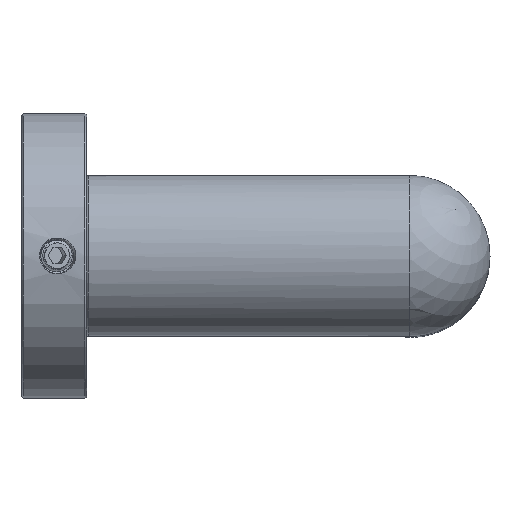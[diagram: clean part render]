
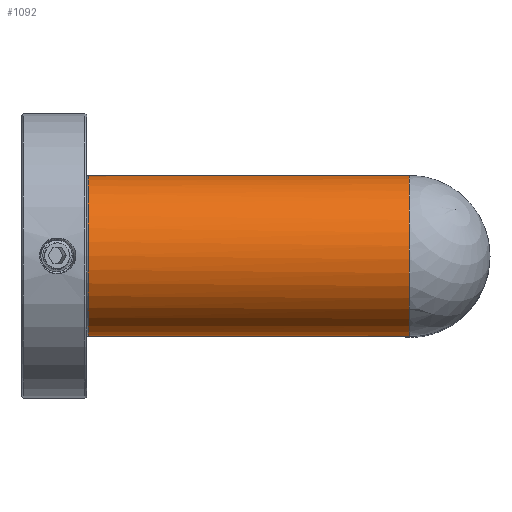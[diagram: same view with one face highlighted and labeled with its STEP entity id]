
A CAD part, top view. The second image highlights one B-rep face of the part: STEP entity #1092.
In plain terms, the highlighted cylindrical face has radius 12.5 mm (diameter 25 mm), a full revolution.
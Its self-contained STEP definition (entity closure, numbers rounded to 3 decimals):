
#28=CYLINDRICAL_SURFACE('',#1215,12.5);
#45=FACE_BOUND('',#314,.T.);
#95=LINE('',#7003,#149);
#97=LINE('',#7014,#151);
#149=VECTOR('',#1456,10.);
#151=VECTOR('',#1470,10.);
#237=FACE_OUTER_BOUND('',#313,.T.);
#313=EDGE_LOOP('',(#924,#925,#926,#927,#928,#929,#930,#931));
#314=EDGE_LOOP('',(#932));
#359=CIRCLE('',#1211,12.5);
#362=CIRCLE('',#1216,12.5);
#363=CIRCLE('',#1217,12.5);
#364=CIRCLE('',#1218,12.5);
#386=B_SPLINE_CURVE_WITH_KNOTS('',3,(#4076,#4077,#4078,#4079),
 .UNSPECIFIED.,.F.,.F.,(4,4),(0.002,0.03),
 .UNSPECIFIED.);
#392=B_SPLINE_CURVE_WITH_KNOTS('',3,(#4425,#4426,#4427,#4428),
 .UNSPECIFIED.,.F.,.F.,(4,4),(0.,0.028),
 .UNSPECIFIED.);
#410=ELLIPSE('',#1191,45.842,12.5);
#485=VERTEX_POINT('',#3982);
#488=VERTEX_POINT('',#4075);
#491=VERTEX_POINT('',#4141);
#493=VERTEX_POINT('',#4326);
#511=VERTEX_POINT('',#7000);
#512=VERTEX_POINT('',#7002);
#514=VERTEX_POINT('',#7008);
#515=VERTEX_POINT('',#7013);
#516=VERTEX_POINT('',#7016);
#616=EDGE_CURVE('',#488,#485,#386,.T.);
#620=EDGE_CURVE('',#491,#488,#410,.T.);
#628=EDGE_CURVE('',#493,#491,#392,.T.);
#653=EDGE_CURVE('',#512,#511,#95,.T.);
#654=EDGE_CURVE('',#493,#512,#359,.T.);
#658=EDGE_CURVE('',#514,#511,#362,.T.);
#659=EDGE_CURVE('',#514,#515,#97,.T.);
#660=EDGE_CURVE('',#515,#485,#363,.T.);
#661=EDGE_CURVE('',#516,#516,#364,.T.);
#924=ORIENTED_EDGE('',*,*,#628,.F.);
#925=ORIENTED_EDGE('',*,*,#654,.T.);
#926=ORIENTED_EDGE('',*,*,#653,.T.);
#927=ORIENTED_EDGE('',*,*,#658,.F.);
#928=ORIENTED_EDGE('',*,*,#659,.T.);
#929=ORIENTED_EDGE('',*,*,#660,.T.);
#930=ORIENTED_EDGE('',*,*,#616,.F.);
#931=ORIENTED_EDGE('',*,*,#620,.F.);
#932=ORIENTED_EDGE('',*,*,#661,.F.);
#1092=ADVANCED_FACE('',(#237,#45),#28,.T.);
#1191=AXIS2_PLACEMENT_3D('',#4142,#1412,#1413);
#1211=AXIS2_PLACEMENT_3D('',#7004,#1457,#1458);
#1215=AXIS2_PLACEMENT_3D('',#7011,#1466,#1467);
#1216=AXIS2_PLACEMENT_3D('',#7012,#1468,#1469);
#1217=AXIS2_PLACEMENT_3D('',#7015,#1471,#1472);
#1218=AXIS2_PLACEMENT_3D('',#7017,#1473,#1474);
#1412=DIRECTION('center_axis',(0.273,0.,-0.962));
#1413=DIRECTION('ref_axis',(-0.962,0.,-0.273));
#1456=DIRECTION('',(1.,0.,0.));
#1457=DIRECTION('center_axis',(-1.,0.,0.));
#1458=DIRECTION('ref_axis',(0.,1.,0.));
#1466=DIRECTION('center_axis',(1.,0.,0.));
#1467=DIRECTION('ref_axis',(0.,1.,0.));
#1468=DIRECTION('center_axis',(1.,0.,0.));
#1469=DIRECTION('ref_axis',(0.,1.,0.));
#1470=DIRECTION('',(-1.,0.,0.));
#1471=DIRECTION('center_axis',(-1.,0.,0.));
#1472=DIRECTION('ref_axis',(0.,1.,0.));
#1473=DIRECTION('center_axis',(-1.,0.,0.));
#1474=DIRECTION('ref_axis',(0.,1.,0.));
#3982=CARTESIAN_POINT('',(46.67,11.003,-5.933));
#4075=CARTESIAN_POINT('',(46.404,10.957,-6.016));
#4076=CARTESIAN_POINT('Ctrl Pts',(46.404,10.957,-6.016));
#4077=CARTESIAN_POINT('Ctrl Pts',(46.493,10.972,-5.988));
#4078=CARTESIAN_POINT('Ctrl Pts',(46.582,10.987,-5.961));
#4079=CARTESIAN_POINT('Ctrl Pts',(46.671,11.001,-5.935));
#4141=CARTESIAN_POINT('',(46.404,-10.957,-6.016));
#4142=CARTESIAN_POINT('Origin',(67.631,0.,
0.));
#4326=CARTESIAN_POINT('',(46.67,-11.003,-5.933));
#4425=CARTESIAN_POINT('Ctrl Pts',(46.671,-11.001,-5.935));
#4426=CARTESIAN_POINT('Ctrl Pts',(46.582,-10.987,-5.961));
#4427=CARTESIAN_POINT('Ctrl Pts',(46.493,-10.972,-5.988));
#4428=CARTESIAN_POINT('Ctrl Pts',(46.404,-10.957,-6.016));
#7000=CARTESIAN_POINT('',(60.,-12.5,0.));
#7002=CARTESIAN_POINT('',(46.67,-12.5,0.));
#7003=CARTESIAN_POINT('',(10.,-12.5,0.));
#7004=CARTESIAN_POINT('Origin',(46.67,0.,0.));
#7008=CARTESIAN_POINT('',(60.,12.5,0.));
#7011=CARTESIAN_POINT('Origin',(10.,0.,0.));
#7012=CARTESIAN_POINT('Origin',(60.,0.,0.));
#7013=CARTESIAN_POINT('',(46.67,12.5,0.));
#7014=CARTESIAN_POINT('',(10.,12.5,0.));
#7015=CARTESIAN_POINT('Origin',(46.67,0.,0.));
#7016=CARTESIAN_POINT('',(10.25,-12.5,0.));
#7017=CARTESIAN_POINT('Origin',(10.25,0.,0.));
